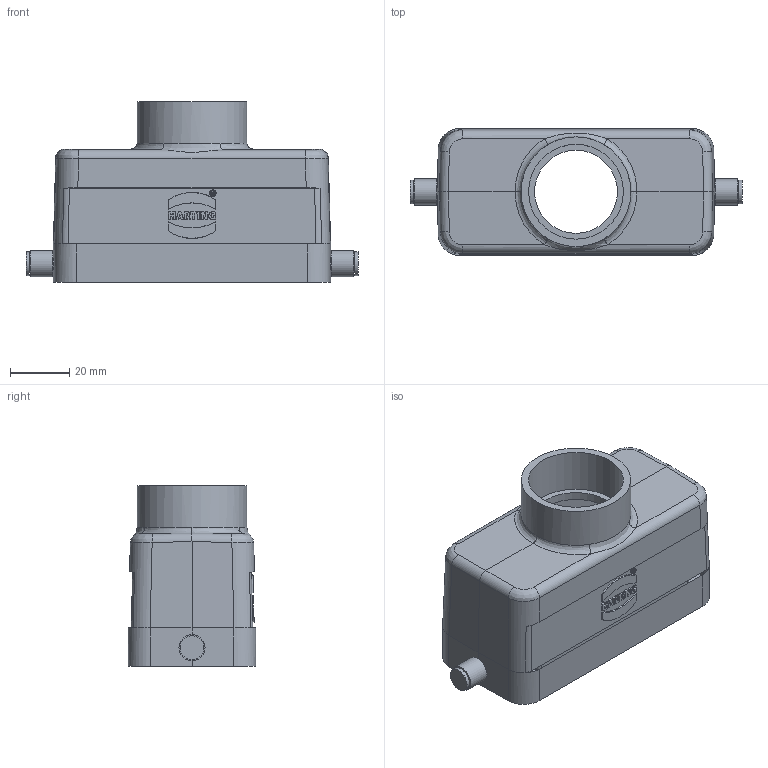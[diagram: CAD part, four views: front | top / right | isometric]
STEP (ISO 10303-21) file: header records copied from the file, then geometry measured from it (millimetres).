
FILE_DESCRIPTION(/* description */ (''),/* implementation_level */ '2;1');
FILE_NAME(/* name */ '100095018ugm000_d.stp',/* time_stamp */ '2020-01-09T11:07:28+01:00',/* author */ (''),/* organization */ (''),/* preprocessor_version */ 'ST-DEVELOPER v16.7',/* originating_system */ 'SIEMENS PLM Software NX 12.0',/* authorisation */ '');
FILE_SCHEMA (('AUTOMOTIVE_DESIGN { 1 0 10303 214 3 1 1 1 }'));
Length unit declared in the file: millimetre
Products named in the file (1): 100095018ugm000_d
Bounding box: 112 x 43 x 61 mm (x, y, z)
Volume: 49587.2 mm3; surface area: 32896.3 mm2
Topology: 1 solids, 1 shells, 257 faces, 659 edges, 420 vertices
Faces by surface type: plane 146, cylinder 61, bspline 42, cone 6, torus 2
Full cylindrical faces by diameter (mm): 3 x4, 4.97 x2, 8 x2, 8.8 x2, 28 x1, 32 x1, 37 x1
Entity records: 10595 total; most frequent: CARTESIAN_POINT 2889, ORIENTED_EDGE 1224, DIRECTION 1149, EDGE_CURVE 612, VERTEX_POINT 405, AXIS2_PLACEMENT_3D 385, LINE 379, VECTOR 379
